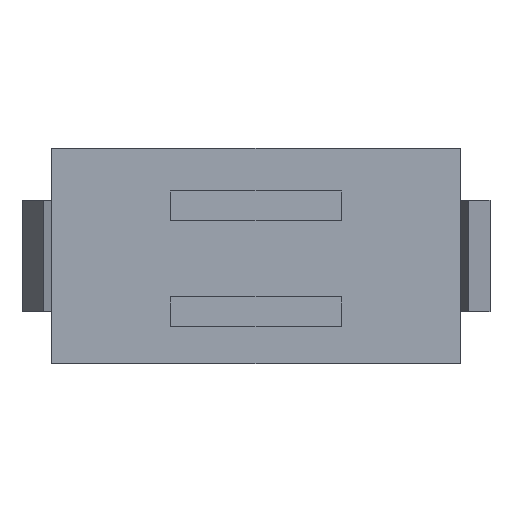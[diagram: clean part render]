
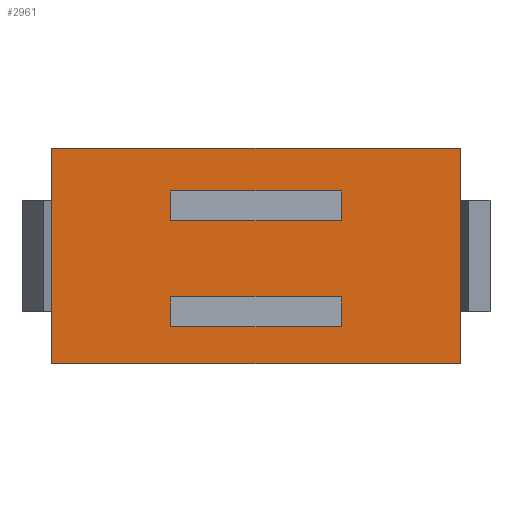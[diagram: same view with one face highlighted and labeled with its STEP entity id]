
A CAD part, front view. The second image highlights one B-rep face of the part: STEP entity #2961.
In plain terms, the highlighted free-form (B-spline) face has degree [1, 1] with [2, 2] control points.
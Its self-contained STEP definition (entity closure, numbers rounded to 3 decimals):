
#1414=CARTESIAN_POINT('',(2.3,-10.2,0.95));
#1415=VERTEX_POINT('',#1414);
#1416=CARTESIAN_POINT('',(-2.3,-10.2,0.95));
#1417=VERTEX_POINT('',#1416);
#1418=CARTESIAN_POINT('',(2.3,-10.2,0.95));
#1419=CARTESIAN_POINT('',(-2.3,-10.2,0.95));
#1420=QUASI_UNIFORM_CURVE('',1,(#1418,#1419),.UNSPECIFIED.,.F.,.U.);
#1421=EDGE_CURVE('',#1415,#1417,#1420,.T.);
#1442=CARTESIAN_POINT('',(2.3,-10.2,1.75));
#1443=VERTEX_POINT('',#1442);
#1444=CARTESIAN_POINT('',(2.3,-10.2,1.75));
#1445=CARTESIAN_POINT('',(2.3,-10.2,0.95));
#1446=QUASI_UNIFORM_CURVE('',1,(#1444,#1445),.UNSPECIFIED.,.F.,.U.);
#1447=EDGE_CURVE('',#1443,#1415,#1446,.T.);
#1464=CARTESIAN_POINT('',(-2.3,-10.2,1.75));
#1465=VERTEX_POINT('',#1464);
#1466=CARTESIAN_POINT('',(-2.3,-10.2,1.75));
#1467=CARTESIAN_POINT('',(2.3,-10.2,1.75));
#1468=QUASI_UNIFORM_CURVE('',1,(#1466,#1467),.UNSPECIFIED.,.F.,.U.);
#1469=EDGE_CURVE('',#1465,#1443,#1468,.T.);
#1486=CARTESIAN_POINT('',(-2.3,-10.2,0.95));
#1487=CARTESIAN_POINT('',(-2.3,-10.2,1.75));
#1488=QUASI_UNIFORM_CURVE('',1,(#1486,#1487),.UNSPECIFIED.,.F.,.U.);
#1489=EDGE_CURVE('',#1417,#1465,#1488,.T.);
#1538=CARTESIAN_POINT('',(-2.3,-10.2,-1.1));
#1539=VERTEX_POINT('',#1538);
#1540=CARTESIAN_POINT('',(2.3,-10.2,-1.1));
#1541=VERTEX_POINT('',#1540);
#1542=CARTESIAN_POINT('',(-2.3,-10.2,-1.1));
#1543=CARTESIAN_POINT('',(2.3,-10.2,-1.1));
#1544=QUASI_UNIFORM_CURVE('',1,(#1542,#1543),.UNSPECIFIED.,.F.,.U.);
#1545=EDGE_CURVE('',#1539,#1541,#1544,.T.);
#1566=CARTESIAN_POINT('',(-2.3,-10.2,-1.9));
#1567=VERTEX_POINT('',#1566);
#1568=CARTESIAN_POINT('',(-2.3,-10.2,-1.9));
#1569=CARTESIAN_POINT('',(-2.3,-10.2,-1.1));
#1570=QUASI_UNIFORM_CURVE('',1,(#1568,#1569),.UNSPECIFIED.,.F.,.U.);
#1571=EDGE_CURVE('',#1567,#1539,#1570,.T.);
#1588=CARTESIAN_POINT('',(2.3,-10.2,-1.9));
#1589=VERTEX_POINT('',#1588);
#1590=CARTESIAN_POINT('',(2.3,-10.2,-1.9));
#1591=CARTESIAN_POINT('',(-2.3,-10.2,-1.9));
#1592=QUASI_UNIFORM_CURVE('',1,(#1590,#1591),.UNSPECIFIED.,.F.,.U.);
#1593=EDGE_CURVE('',#1589,#1567,#1592,.T.);
#1610=CARTESIAN_POINT('',(2.3,-10.2,-1.1));
#1611=CARTESIAN_POINT('',(2.3,-10.2,-1.9));
#1612=QUASI_UNIFORM_CURVE('',1,(#1610,#1611),.UNSPECIFIED.,.F.,.U.);
#1613=EDGE_CURVE('',#1541,#1589,#1612,.T.);
#2914=CARTESIAN_POINT('',(-6.049,-10.2,3.19));
#2915=CARTESIAN_POINT('',(-6.049,-10.2,-3.19));
#2916=CARTESIAN_POINT('',(6.049,-10.2,3.19));
#2917=CARTESIAN_POINT('',(6.049,-10.2,-3.19));
#2918=B_SPLINE_SURFACE_WITH_KNOTS('',1,1,((#2914,#2916),(#2915,#2917)),.UNSPECIFIED.,.F.,.F.,.U.,(2,2),(2,2),(0.0,6.379),(0.0,12.099),.UNSPECIFIED.);
#2919=CARTESIAN_POINT('',(-5.5,-10.2,2.9));
#2920=VERTEX_POINT('',#2919);
#2921=CARTESIAN_POINT('',(5.5,-10.2,2.9));
#2922=VERTEX_POINT('',#2921);
#2923=CARTESIAN_POINT('',(-5.5,-10.2,2.9));
#2924=CARTESIAN_POINT('',(5.5,-10.2,2.9));
#2925=QUASI_UNIFORM_CURVE('',1,(#2923,#2924),.UNSPECIFIED.,.F.,.U.);
#2926=EDGE_CURVE('',#2920,#2922,#2925,.T.);
#2927=ORIENTED_EDGE('',*,*,#2926,.F.);
#2928=CARTESIAN_POINT('',(-5.5,-10.2,-2.9));
#2929=VERTEX_POINT('',#2928);
#2930=CARTESIAN_POINT('',(-5.5,-10.2,-2.9));
#2931=CARTESIAN_POINT('',(-5.5,-10.2,2.9));
#2932=QUASI_UNIFORM_CURVE('',1,(#2930,#2931),.UNSPECIFIED.,.F.,.U.);
#2933=EDGE_CURVE('',#2929,#2920,#2932,.T.);
#2934=ORIENTED_EDGE('',*,*,#2933,.F.);
#2935=CARTESIAN_POINT('',(5.5,-10.2,-2.9));
#2936=VERTEX_POINT('',#2935);
#2937=CARTESIAN_POINT('',(-5.5,-10.2,-2.9));
#2938=CARTESIAN_POINT('',(5.5,-10.2,-2.9));
#2939=QUASI_UNIFORM_CURVE('',1,(#2937,#2938),.UNSPECIFIED.,.F.,.U.);
#2940=EDGE_CURVE('',#2929,#2936,#2939,.T.);
#2941=ORIENTED_EDGE('',*,*,#2940,.T.);
#2942=CARTESIAN_POINT('',(5.5,-10.2,-2.9));
#2943=CARTESIAN_POINT('',(5.5,-10.2,2.9));
#2944=QUASI_UNIFORM_CURVE('',1,(#2942,#2943),.UNSPECIFIED.,.F.,.U.);
#2945=EDGE_CURVE('',#2936,#2922,#2944,.T.);
#2946=ORIENTED_EDGE('',*,*,#2945,.T.);
#2947=EDGE_LOOP('',(#2927,#2934,#2941,#2946));
#2948=FACE_OUTER_BOUND('',#2947,.T.);
#2949=ORIENTED_EDGE('',*,*,#1545,.T.);
#2950=ORIENTED_EDGE('',*,*,#1613,.T.);
#2951=ORIENTED_EDGE('',*,*,#1593,.T.);
#2952=ORIENTED_EDGE('',*,*,#1571,.T.);
#2953=EDGE_LOOP('',(#2949,#2950,#2951,#2952));
#2954=FACE_BOUND('',#2953,.T.);
#2955=ORIENTED_EDGE('',*,*,#1421,.T.);
#2956=ORIENTED_EDGE('',*,*,#1489,.T.);
#2957=ORIENTED_EDGE('',*,*,#1469,.T.);
#2958=ORIENTED_EDGE('',*,*,#1447,.T.);
#2959=EDGE_LOOP('',(#2955,#2956,#2957,#2958));
#2960=FACE_BOUND('',#2959,.T.);
#2961=ADVANCED_FACE('',(#2948,#2954,#2960),#2918,.T.);
